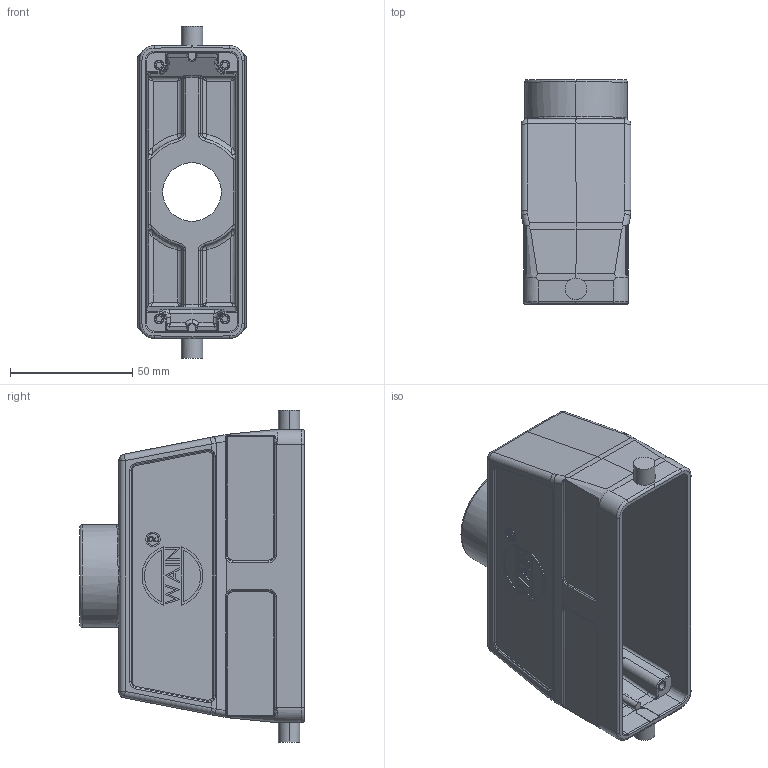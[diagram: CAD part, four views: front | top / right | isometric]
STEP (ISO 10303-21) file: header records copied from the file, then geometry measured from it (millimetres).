
FILE_DESCRIPTION((''),'2;1');
FILE_NAME('3D_1110244155012_H24B-TEH-2B-PG','2020-09-29T',('xk.he'),(''),'CREO PARAMETRIC BY PTC INC, 2016130','CREO PARAMETRIC BY PTC INC, 2016130','');
FILE_SCHEMA(('CONFIG_CONTROL_DESIGN'));
Length unit declared in the file: millimetre
Products named in the file (1): 3D_1110244155012_H24B-TEH-2B-PG
Bounding box: 45 x 92 x 136 mm (x, y, z)
Volume: 107574 mm3; surface area: 56884.9 mm2
Topology: 1 solids, 1 shells, 693 faces, 1693 edges, 1010 vertices
Faces by surface type: plane 237, cylinder 201, bspline 138, torus 67, cone 32, extrusion 10, sphere 8
Entity records: 28364 total; most frequent: CARTESIAN_POINT 13255, ORIENTED_EDGE 3330, DIRECTION 2806, EDGE_CURVE 1665, AXIS2_PLACEMENT_3D 1010, VERTEX_POINT 1010, VECTOR 786, LINE 776
